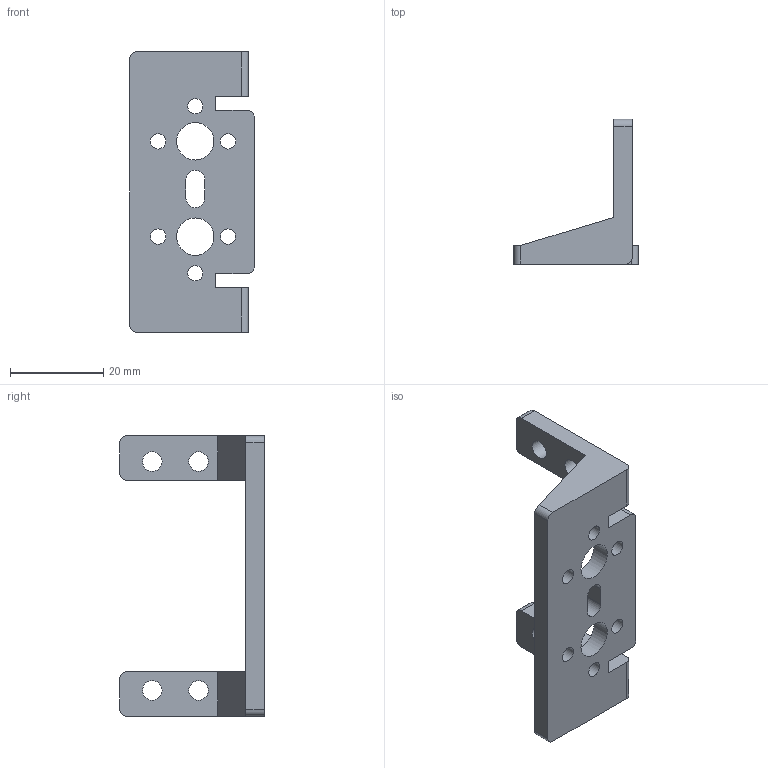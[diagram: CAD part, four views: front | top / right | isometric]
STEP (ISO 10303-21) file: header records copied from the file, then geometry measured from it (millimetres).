
FILE_DESCRIPTION(/* description */ ('STEP AP214'),/* implementation_level */ '2;1');
FILE_NAME(/* name */ '',/* time_stamp */ '2025-03-05T17:43:13+03:00',/* author */ ('Phantom'),/* organization */ ('UNSPECIFIED'),/* preprocessor_version */ 'ST-DEVELOPER v20',/* originating_system */ 'Autodesk Inventor 2025',/* authorisation */ '');
FILE_SCHEMA (('AUTOMOTIVE_DESIGN { 1 0 10303 214 3 1 1 }'));
Length unit declared in the file: millimetre
Products named in the file (1): крепеж под серву
Bounding box: 26.7 x 31 x 60 mm (x, y, z)
Volume: 8328.3 mm3; surface area: 5689.3 mm2
Topology: 1 solids, 1 shells, 46 faces, 130 edges, 86 vertices
Faces by surface type: cylinder 24, plane 22
Full cylindrical faces by diameter (mm): 3.3 x6, 4.2 x4, 8 x2
Entity records: 1604 total; most frequent: DIRECTION 272, CARTESIAN_POINT 263, ORIENTED_EDGE 260, EDGE_CURVE 130, AXIS2_PLACEMENT_3D 95, VERTEX_POINT 86, LINE 82, VECTOR 82
